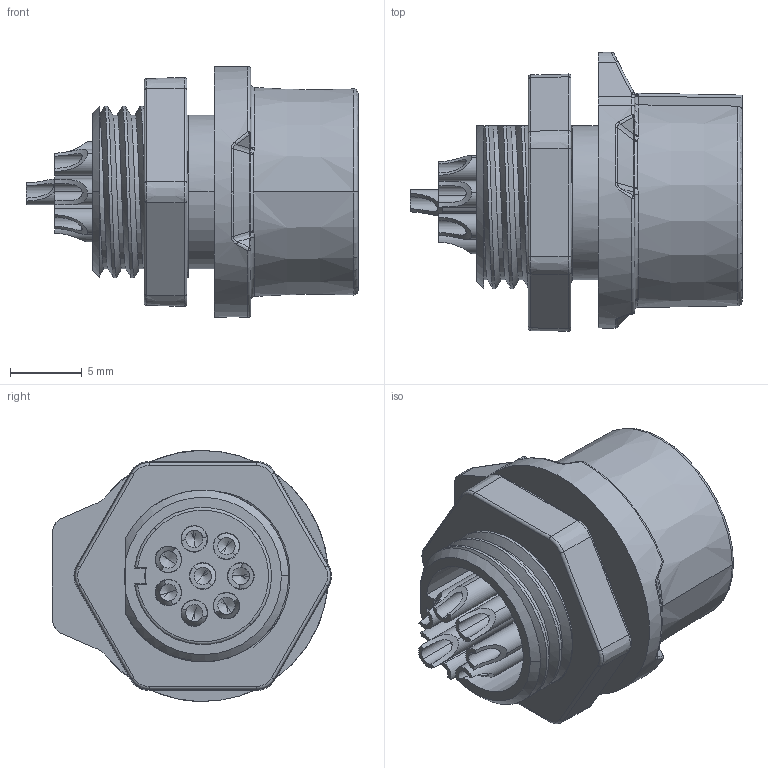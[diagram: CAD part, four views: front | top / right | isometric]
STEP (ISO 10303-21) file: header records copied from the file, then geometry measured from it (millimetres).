
FILE_DESCRIPTION(('FreeCAD Model'),'2;1');
FILE_NAME('Open CASCADE Shape Model','2021-01-25T23:47:04',('Author'),( ''),'Open CASCADE STEP processor 7.4','FreeCAD','Unknown');
FILE_SCHEMA(('AUTOMOTIVE_DESIGN { 1 0 10303 214 1 1 1 1 }'));
Length unit declared in the file: millimetre
Products named in the file (13): lumberg_0270_08; 202-0109-00__LP-12ｵ･ｿ??ｺ??｣ｨ?LOGO｣ｩ; 201-0115-00__LP-12?ｽｺﾝ?; LP12_匐郋譫呿蝶郪璃; LP12匐郋譫呿蝶璃; 0.8??(12?); 0.8??(12?)001; 0.8??(12?)002; 0.8??(12?)003; 0.8??(12?)004; 0.8??(12?)005; 0.8??(12?)006; 0.8ｼ?､??(12?)
Assembly tree (12 placements, depth 3):
  lumberg_0270_08
    202-0109-00__LP-12ｵ･ｿ??ｺ??｣ｨ?LOGO｣ｩ
    201-0115-00__LP-12?ｽｺﾝ?
    LP12_匐郋譫呿蝶郪璃
      LP12匐郋譫呿蝶璃
      0.8??(12?)
      0.8??(12?)001
      0.8??(12?)002
      0.8??(12?)003
      0.8??(12?)004
      0.8??(12?)005
      0.8??(12?)006
      0.8ｼ?､??(12?)
Bounding box: 23.2 x 19.5 x 17.54 mm (x, y, z)
Volume: 2272.7 mm3; surface area: 4616.6 mm2
Topology: 11 solids, 11 shells, 910 faces, 2308 edges, 1450 vertices
Faces by surface type: plane 282, cylinder 271, bspline 181, cone 127, torus 43, sphere 6
Entity records: 46188 total; most frequent: CARTESIAN_POINT 25298, ORIENTED_EDGE 4544, DIRECTION 3929, EDGE_CURVE 2272, AXIS2_PLACEMENT_3D 1470, VERTEX_POINT 1450, FACE_BOUND 997, EDGE_LOOP 997
